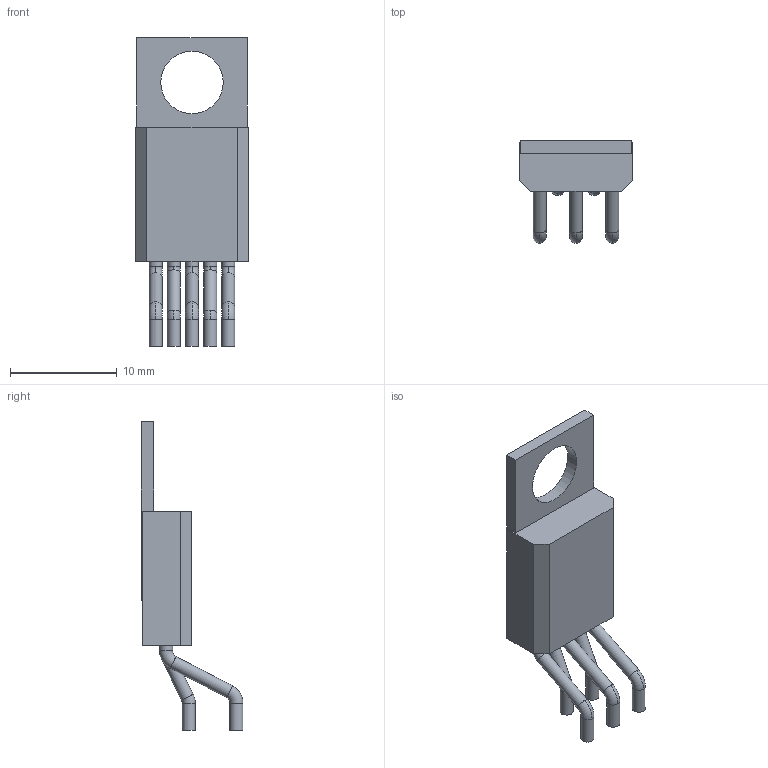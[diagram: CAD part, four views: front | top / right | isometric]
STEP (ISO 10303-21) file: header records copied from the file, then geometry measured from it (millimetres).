
FILE_DESCRIPTION(('STEP AP214'),'1');
FILE_NAME('T05D','2019-07-16T16:10:47',(''),(''),'','','');
FILE_SCHEMA(('AUTOMOTIVE_DESIGN'));
Length unit declared in the file: millimetre
Products named in the file (1): product
Bounding box: 10.54 x 9.55 x 28.91 mm (x, y, z)
Surface area: 995.4 mm2 (no closed solid volume)
Topology: 0 solids, 68 shells, 68 faces, 233 edges, 218 vertices
Faces by surface type: plane 31, torus 20, cylinder 17
Full cylindrical faces by diameter (mm): 1.219 x15
Entity records: 2760 total; most frequent: CARTESIAN_POINT 505, DIRECTION 482, VERTEX_POINT 394, ORIENTED_EDGE 218, EDGE_CURVE 218, AXIS2_PLACEMENT_3D 195, CIRCLE 126, LINE 92
